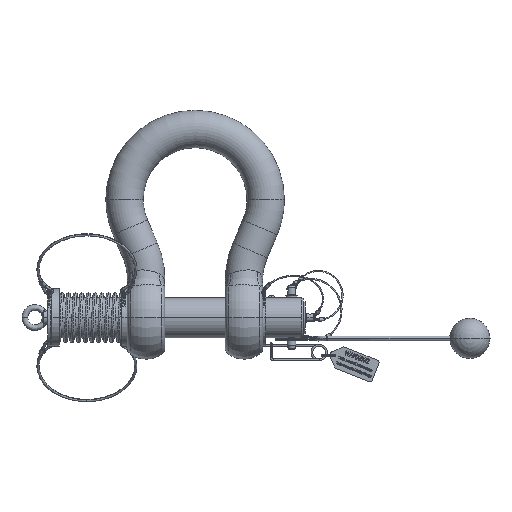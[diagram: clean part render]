
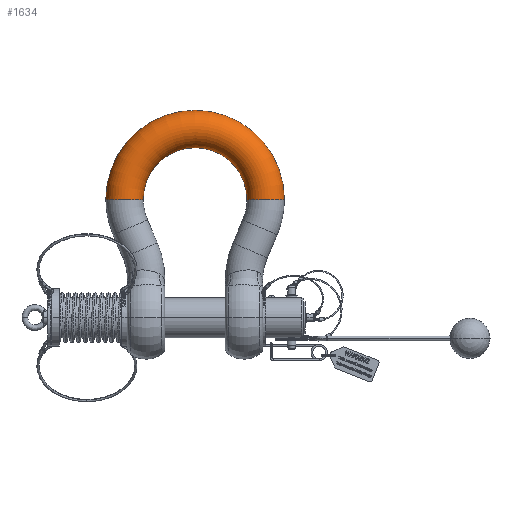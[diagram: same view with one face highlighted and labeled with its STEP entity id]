
A CAD part, top view. The second image highlights one B-rep face of the part: STEP entity #1634.
In plain terms, the highlighted toroidal (fillet/blend) face has major radius 122.5 mm and minor radius 32.5 mm.
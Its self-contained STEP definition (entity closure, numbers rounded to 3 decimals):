
#1634=ADVANCED_FACE('',(#3328),#3329,.T.);
#3328=FACE_OUTER_BOUND('',#6789,.T.);
#3329=TOROIDAL_SURFACE('',#6790,122.5,32.5);
#6789=EDGE_LOOP('',(#73830,#73831,#73832,#73833));
#6790=AXIS2_PLACEMENT_3D('',#73834,#73835,#73836);
#73830=ORIENTED_EDGE('',*,*,#85426,.F.);
#73831=ORIENTED_EDGE('',*,*,#85440,.T.);
#73832=ORIENTED_EDGE('',*,*,#85389,.T.);
#73833=ORIENTED_EDGE('',*,*,#85441,.F.);
#73834=CARTESIAN_POINT('',(-49.958,75.73,16.524));
#73835=DIRECTION('',(0.0,0.0,1.0));
#73836=DIRECTION('',(1.0,0.0,0.0));
#85389=EDGE_CURVE('',#89798,#89799,#89800,.T.);
#85426=EDGE_CURVE('',#89871,#89873,#89874,.T.);
#85440=EDGE_CURVE('',#89871,#89798,#89900,.T.);
#85441=EDGE_CURVE('',#89873,#89799,#89901,.T.);
#89798=VERTEX_POINT('',#97513);
#89799=VERTEX_POINT('',#97514);
#89800=CIRCLE('',#97515,32.5);
#89871=VERTEX_POINT('',#97817);
#89873=VERTEX_POINT('',#97819);
#89874=CIRCLE('',#97820,32.5);
#89900=CIRCLE('',#97903,155.0);
#89901=CIRCLE('',#97904,90.0);
#97513=CARTESIAN_POINT('',(-204.958,75.73,16.524));
#97514=CARTESIAN_POINT('',(-139.958,75.73,16.524));
#97515=AXIS2_PLACEMENT_3D('',#132091,#132092,#132093);
#97817=CARTESIAN_POINT('',(105.042,75.73,16.524));
#97819=CARTESIAN_POINT('',(40.042,75.73,16.524));
#97820=AXIS2_PLACEMENT_3D('',#132139,#132140,#132141);
#97903=AXIS2_PLACEMENT_3D('',#132160,#132161,#132162);
#97904=AXIS2_PLACEMENT_3D('',#132163,#132164,#132165);
#132091=CARTESIAN_POINT('',(-172.458,75.73,16.524));
#132092=DIRECTION('',(0.,1.0,0.0));
#132093=DIRECTION('',(-1.0,0.,0.0));
#132139=CARTESIAN_POINT('',(72.542,75.73,16.524));
#132140=DIRECTION('',(0.0,-1.0,0.0));
#132141=DIRECTION('',(0.0,0.0,-1.0));
#132160=CARTESIAN_POINT('',(-49.958,75.73,16.524));
#132161=DIRECTION('',(0.0,0.0,1.0));
#132162=DIRECTION('',(1.0,0.0,0.0));
#132163=CARTESIAN_POINT('',(-49.958,75.73,16.524));
#132164=DIRECTION('',(0.0,0.0,1.0));
#132165=DIRECTION('',(1.0,0.0,0.0));
